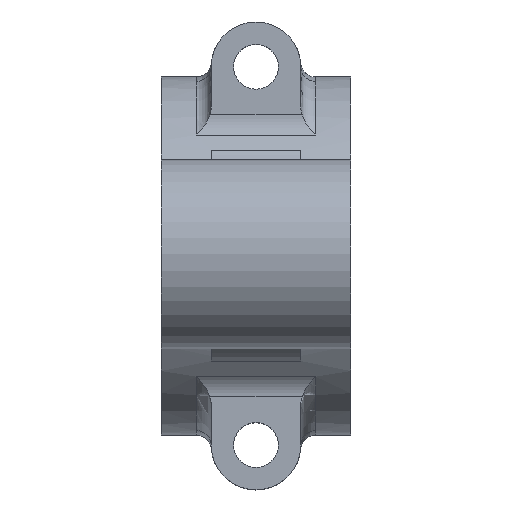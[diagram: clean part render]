
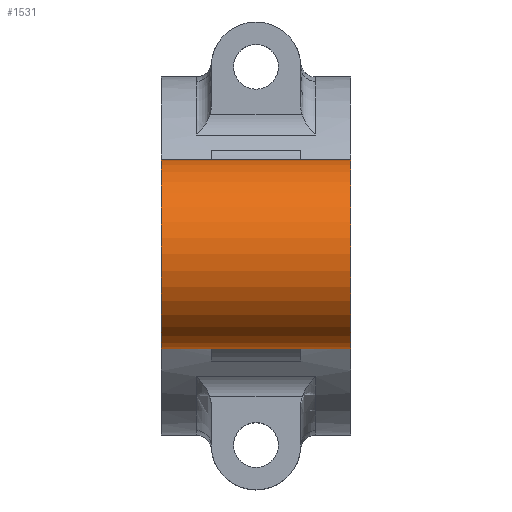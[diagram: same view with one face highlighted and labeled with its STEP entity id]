
A CAD part, top view. The second image highlights one B-rep face of the part: STEP entity #1531.
In plain terms, the highlighted cylindrical face has radius 19 mm (diameter 38 mm), a partial arc.
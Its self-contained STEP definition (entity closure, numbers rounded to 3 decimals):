
#1365=CARTESIAN_POINT('Axis2P3D Location',(0.,0.,201.2)) ;
#1370=CARTESIAN_POINT('Line Origine',(0.,-19.,201.2)) ;
#1374=CARTESIAN_POINT('Vertex',(-19.,-19.,201.2)) ;
#1376=CARTESIAN_POINT('Vertex',(19.,-19.,201.2)) ;
#1383=CARTESIAN_POINT('Vertex',(-19.,19.,201.2)) ;
#1386=CARTESIAN_POINT('Line Origine',(0.,19.,201.2)) ;
#1390=CARTESIAN_POINT('Vertex',(19.,19.,201.2)) ;
#1515=CARTESIAN_POINT('Axis2P3D Location',(-19.,0.,201.2)) ;
#1520=CARTESIAN_POINT('Axis2P3D Location',(19.,0.,201.2)) ;
#1366=DIRECTION('Axis2P3D Direction',(1.,0.,0.)) ;
#1367=DIRECTION('Axis2P3D XDirection',(0.,1.,0.)) ;
#1371=DIRECTION('Vector Direction',(1.,0.,0.)) ;
#1387=DIRECTION('Vector Direction',(1.,0.,0.)) ;
#1516=DIRECTION('Axis2P3D Direction',(1.,0.,0.)) ;
#1521=DIRECTION('Axis2P3D Direction',(1.,0.,0.)) ;
#1368=AXIS2_PLACEMENT_3D('Cylinder Axis2P3D',#1365,#1366,#1367) ;
#1517=AXIS2_PLACEMENT_3D('Circle Axis2P3D',#1515,#1516,$) ;
#1522=AXIS2_PLACEMENT_3D('Circle Axis2P3D',#1520,#1521,$) ;
#1526=ORIENTED_EDGE('',*,*,#1392,.F.) ;
#1527=ORIENTED_EDGE('',*,*,#1519,.T.) ;
#1528=ORIENTED_EDGE('',*,*,#1378,.T.) ;
#1529=ORIENTED_EDGE('',*,*,#1524,.F.) ;
#1372=VECTOR('Line Direction',#1371,1.) ;
#1388=VECTOR('Line Direction',#1387,1.) ;
#1531=ADVANCED_FACE('PartBody',(#1530),#1369,.T.) ;
#1518=CIRCLE('generated circle',#1517,19.) ;
#1523=CIRCLE('generated circle',#1522,19.) ;
#1369=CYLINDRICAL_SURFACE('generated cylinder',#1368,19.) ;
#1378=EDGE_CURVE('',#1375,#1377,#1373,.T.) ;
#1392=EDGE_CURVE('',#1384,#1391,#1389,.T.) ;
#1519=EDGE_CURVE('',#1384,#1375,#1518,.T.) ;
#1524=EDGE_CURVE('',#1391,#1377,#1523,.T.) ;
#1525=EDGE_LOOP('',(#1526,#1527,#1528,#1529)) ;
#1530=FACE_OUTER_BOUND('',#1525,.T.) ;
#1373=LINE('Line',#1370,#1372) ;
#1389=LINE('Line',#1386,#1388) ;
#1375=VERTEX_POINT('',#1374) ;
#1377=VERTEX_POINT('',#1376) ;
#1384=VERTEX_POINT('',#1383) ;
#1391=VERTEX_POINT('',#1390) ;
